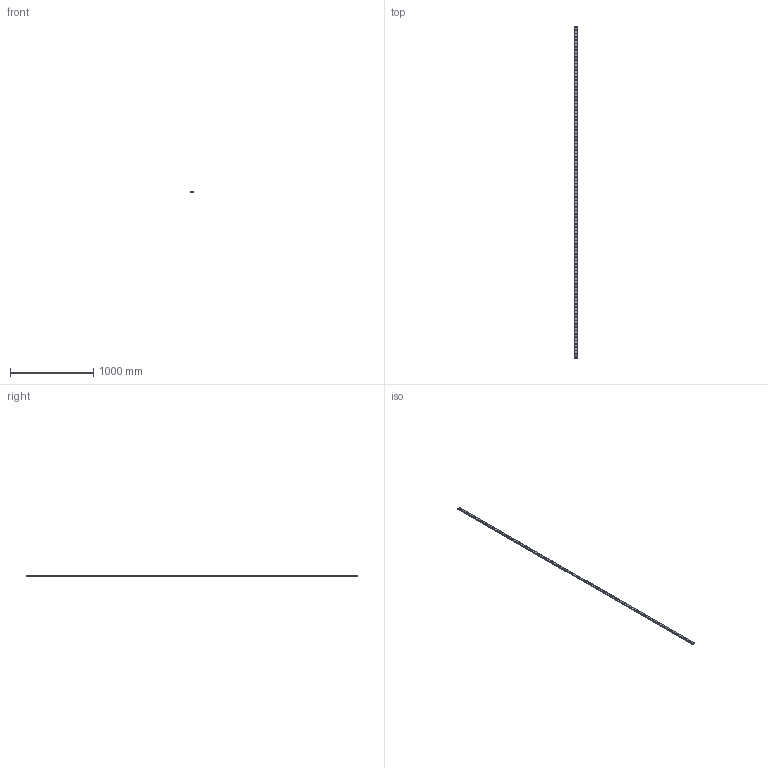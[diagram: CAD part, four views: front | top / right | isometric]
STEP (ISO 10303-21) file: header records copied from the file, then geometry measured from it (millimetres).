
FILE_DESCRIPTION(('STEP AP214'),'1');
FILE_NAME('cctmp_1F698495-257B-431B-B676-28E922276E93_2021_03_02_11_42_00_0046..stp','2021-03-02T10:42:00',('HIWIN GmbH'),('CADClick - www.CADClick.com'),'Spatial InterOp 3D',' ','unknown authorization');
FILE_SCHEMA(('AUTOMOTIVE_DESIGN'));
Length unit declared in the file: millimetre
Products named in the file (1): WER17R3980H_FILE
Bounding box: 33 x 3980 x 9.3 mm (x, y, z)
Volume: 1099051.3 mm3; surface area: 389060.1 mm2
Topology: 1 solids, 1 shells, 1903 faces, 3891 edges, 2594 vertices
Faces by surface type: cylinder 1218, plane 685
Entity records: 66549 total; most frequent: DIRECTION 10135, CARTESIAN_POINT 8389, ORIENTED_EDGE 7782, AXIS2_PLACEMENT_3D 4340, EDGE_CURVE 3891, VERTEX_POINT 2594, EDGE_LOOP 2507, CIRCLE 2436
